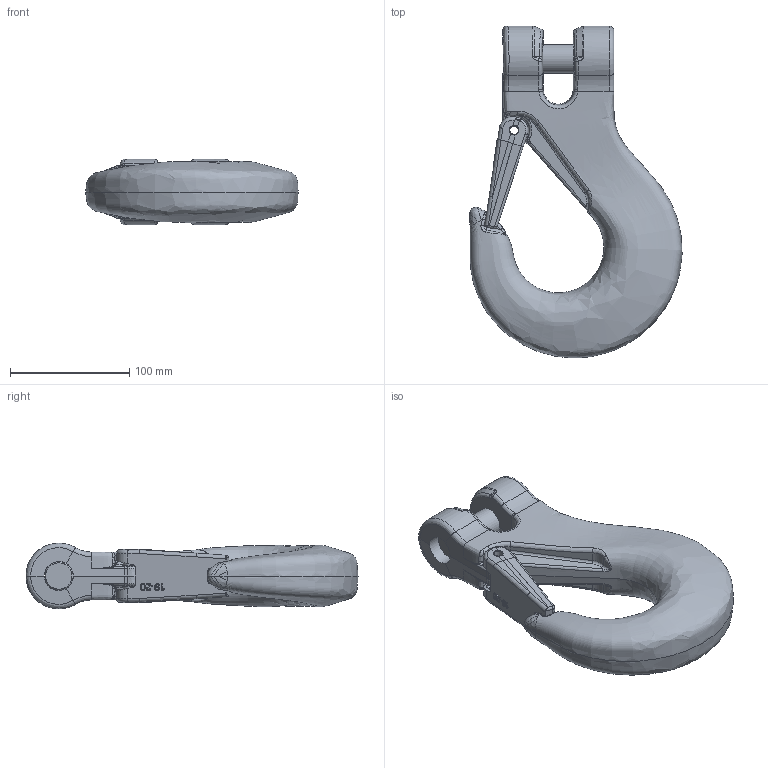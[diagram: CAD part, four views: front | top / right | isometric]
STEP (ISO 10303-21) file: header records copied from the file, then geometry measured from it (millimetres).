
FILE_DESCRIPTION(/* description */ (''),/* implementation_level */ '2;1');
FILE_NAME(/* name */ '19-20 KHSW Kundenmodell',/* time_stamp */ '2009-09-16T09:45:09+02:00',/* author */ (''),/* organization */ (''),/* preprocessor_version */ 'ST-DEVELOPER v9',/* originating_system */ 'UGS - NX 4.0',/* authorisation */ '');
FILE_SCHEMA (('AUTOMOTIVE_DESIGN { 1 0 10303 214 1 1 1 1 }'));
Products named in the file (1): rit49021s7h
Bounding box: 177.59 x 277.99 x 55 mm (x, y, z)
Volume: 1003985 mm3; surface area: 111346.2 mm2
Topology: 9 solids, 9 shells, 421 faces, 1046 edges, 623 vertices
Faces by surface type: bspline 182, plane 85, cylinder 78, extrusion 38, torus 21, cone 10, sphere 7
Full cylindrical faces by diameter (mm): 7 x1, 8 x4, 12 x2, 24 x1, 24.3 x2
Entity records: 41208 total; most frequent: CARTESIAN_POINT 32834, ORIENTED_EDGE 2020, DIRECTION 1283, EDGE_CURVE 1010, VERTEX_POINT 619, AXIS2_PLACEMENT_3D 516, B_SPLINE_CURVE_WITH_KNOTS 478, EDGE_LOOP 449
